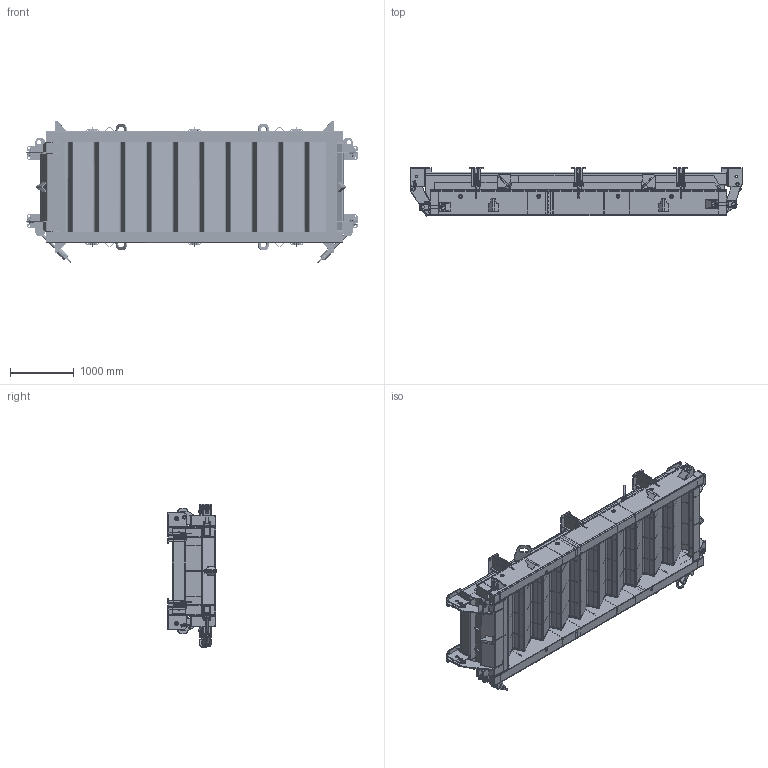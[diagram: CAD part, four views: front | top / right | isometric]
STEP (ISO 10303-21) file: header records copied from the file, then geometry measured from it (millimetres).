
FILE_DESCRIPTION(('FreeCAD Model'),'2;1');
FILE_NAME('Open CASCADE Shape Model','2025-05-09T18:22:07',('FreeCAD'),( 'FreeCAD'),'Open CASCADE STEP processor 7.6','FreeCAD','Unknown');
FILE_SCHEMA(('AUTOMOTIVE_DESIGN { 1 0 10303 214 1 1 1 1 }'));
Products named in the file (1): Open CASCADE STEP translator 7.6 1
Bounding box: 5187.62 x 758.57 x 2242.06 mm (x, y, z)
Volume: 443910794.4 mm3; surface area: 98311240.1 mm2
Topology: 283 solids, 283 shells, 6703 faces, 17559 edges, 11404 vertices
Faces by surface type: bspline 6703
Entity records: 205872 total; most frequent: CARTESIAN_POINT 101369, ORIENTED_EDGE 35030, EDGE_CURVE 17515, B_SPLINE_CURVE_WITH_KNOTS 14107, VERTEX_POINT 11404, FACE_BOUND 7213, EDGE_LOOP 7213, ADVANCED_FACE 6703
